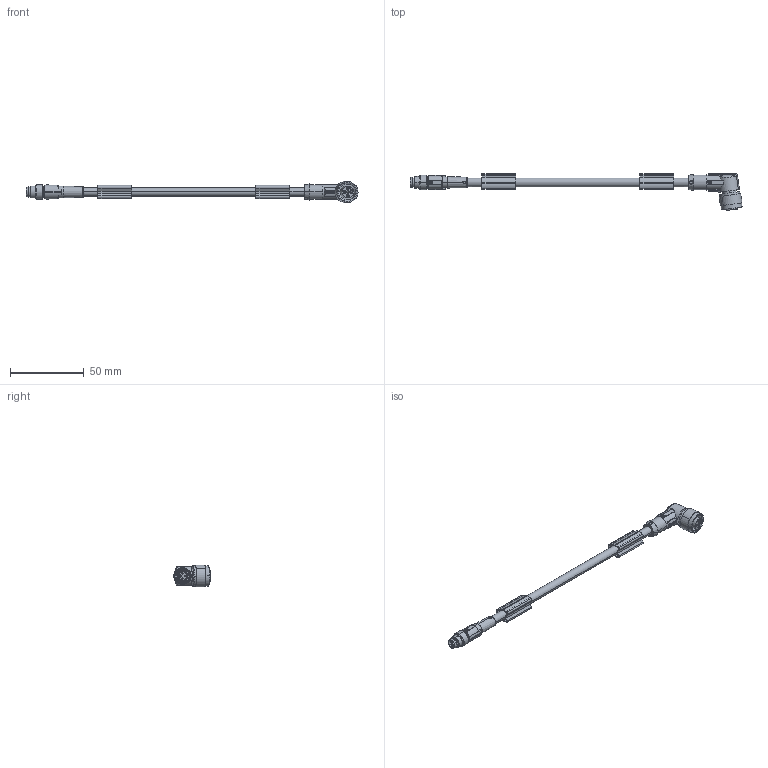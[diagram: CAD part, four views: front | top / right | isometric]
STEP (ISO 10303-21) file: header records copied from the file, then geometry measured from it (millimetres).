
FILE_DESCRIPTION(('SolidDesigner STEP Export'),'2;1');
FILE_NAME('1682362.stp','2011-03-23T 8:30:21',(''),(''),'CoCreate Modeling STEP processor for AP214 (Solid Model)','CoCreate Modeling 16.00A 16-Aug-2008 (C) Parametric Technology GmbH','');
FILE_SCHEMA(('AUTOMOTIVE_DESIGN { 1 0 10303 214 1 1 1 1 }'));
Length unit declared in the file: millimetre
Products named in the file (2): 1682362
Assembly tree (1 placements, depth 2):
  1682362
    1682362
Bounding box: 224.84 x 25.2 x 14.74 mm (x, y, z)
Volume: 11791.8 mm3; surface area: 10040 mm2
Topology: 1 solids, 1 shells, 488 faces, 1295 edges, 850 vertices
Faces by surface type: cylinder 177, plane 176, extrusion 72, cone 34, torus 18, bspline 11
Entity records: 25587 total; most frequent: CARTESIAN_POINT 10556, ORIENTED_EDGE 2590, DIRECTION 1868, EDGE_CURVE 1295, VERTEX_POINT 850, VECTOR 678, LINE 606, AXIS2_PLACEMENT_3D 595
